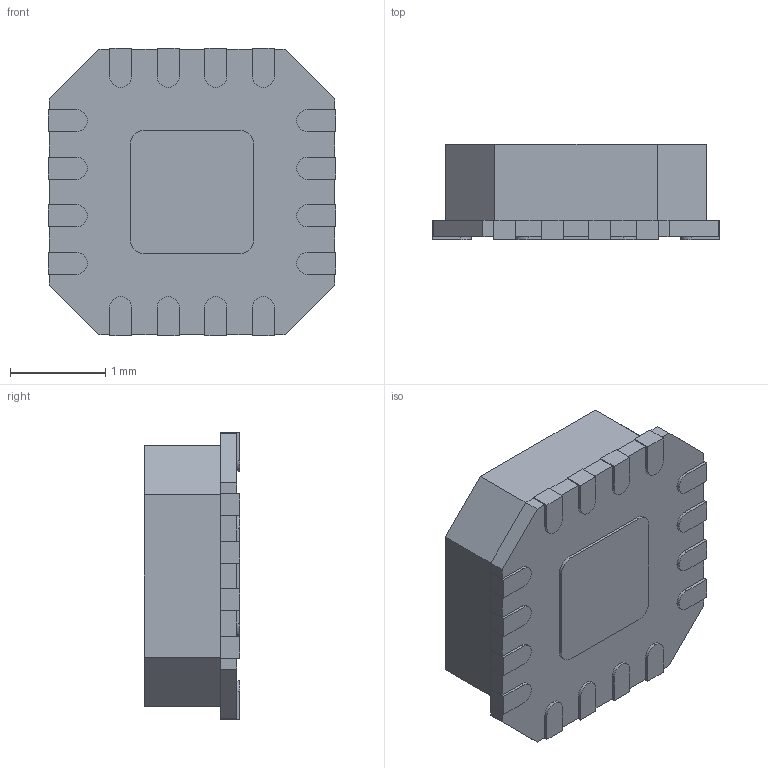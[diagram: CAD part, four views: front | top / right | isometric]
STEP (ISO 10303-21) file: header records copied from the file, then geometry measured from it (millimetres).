
FILE_DESCRIPTION (( 'STEP AP214' ), '1' );
FILE_NAME ('User Library-LFCSP-16.STEP', '2016-02-27T06:59:36', ( 'Windows User' ), ( '' ), 'SwSTEP 2.0', 'SolidWorks 2016', '' );
FILE_SCHEMA (( 'AUTOMOTIVE_DESIGN' ));
Length unit declared in the file: millimetre
Products named in the file (1): User Library-LFCSP-16
Bounding box: 3.02 x 1 x 3.02 mm (x, y, z)
Volume: 7.2 mm3; surface area: 27.5 mm2
Topology: 1 solids, 1 shells, 131 faces, 378 edges, 252 vertices
Faces by surface type: plane 105, cylinder 26
Entity records: 5739 total; most frequent: CARTESIAN_POINT 762, ORIENTED_EDGE 756, DIRECTION 694, EDGE_CURVE 378, LINE 326, VECTOR 326, VERTEX_POINT 252, AXIS2_PLACEMENT_3D 184
